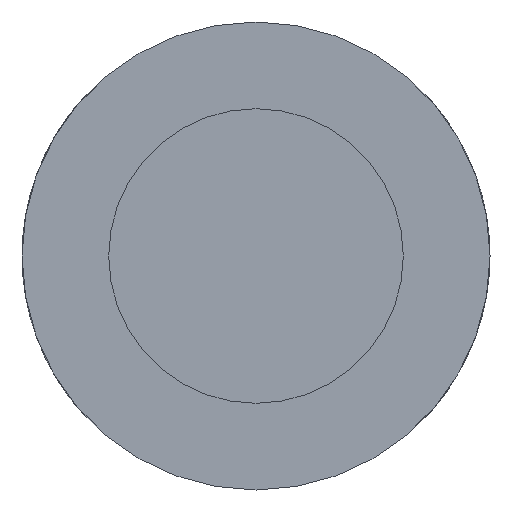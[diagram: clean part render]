
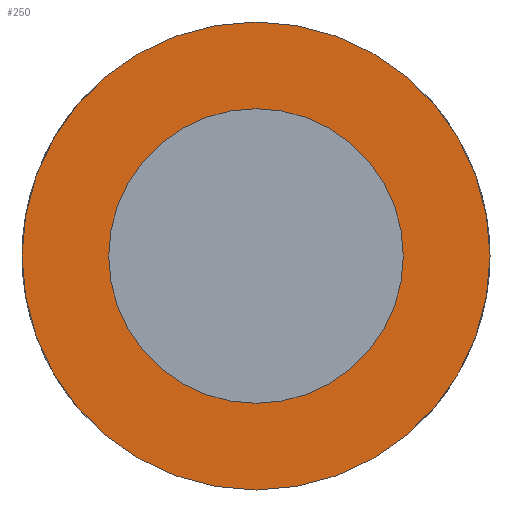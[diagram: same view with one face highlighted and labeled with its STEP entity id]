
A CAD part, front view. The second image highlights one B-rep face of the part: STEP entity #250.
In plain terms, the highlighted planar face has unit normal (0, -1, 0).
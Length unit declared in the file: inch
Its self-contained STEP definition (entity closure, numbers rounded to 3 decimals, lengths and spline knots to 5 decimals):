
#11=CARTESIAN_POINT('',(0.,0.05,0.));
#12=DIRECTION('',(0.,1.,0.));
#13=DIRECTION('',(1.,0.,0.));
#14=AXIS2_PLACEMENT_3D('',#11,#12,#13);
#20=CARTESIAN_POINT('',(0.,0.05,0.));
#21=DIRECTION('',(0.,1.,0.));
#22=DIRECTION('',(0.,0.,1.));
#23=AXIS2_PLACEMENT_3D('',#20,#21,#22);
#25=CARTESIAN_POINT('',(0.,0.05,0.));
#26=DIRECTION('',(0.,1.,0.));
#27=DIRECTION('',(0.,0.,-1.));
#28=AXIS2_PLACEMENT_3D('',#25,#26,#27);
#174=CARTESIAN_POINT('',(0.,0.05,0.));
#175=DIRECTION('',(0.,1.,0.));
#176=DIRECTION('',(-1.,0.,0.));
#177=AXIS2_PLACEMENT_3D('',#174,#175,#176);
#187=CARTESIAN_POINT('',(0.,0.05,0.0675));
#188=CARTESIAN_POINT('',(0.,0.05,-0.0675));
#189=VERTEX_POINT('',#187);
#190=VERTEX_POINT('',#188);
#191=CARTESIAN_POINT('',(0.0425,0.05,0.));
#192=CARTESIAN_POINT('',(-0.0425,0.05,0.));
#193=VERTEX_POINT('',#191);
#194=VERTEX_POINT('',#192);
#234=CARTESIAN_POINT('',(0.,0.05,0.));
#235=DIRECTION('',(0.,1.,0.));
#236=DIRECTION('',(0.,0.,1.));
#237=AXIS2_PLACEMENT_3D('',#234,#235,#236);
#238=PLANE('',#237);
#240=ORIENTED_EDGE('',*,*,#239,.T.);
#242=ORIENTED_EDGE('',*,*,#241,.T.);
#243=EDGE_LOOP('',(#240,#242));
#244=FACE_OUTER_BOUND('',#243,.F.);
#245=ORIENTED_EDGE('',*,*,#224,.F.);
#247=ORIENTED_EDGE('',*,*,#246,.F.);
#248=EDGE_LOOP('',(#245,#247));
#249=FACE_BOUND('',#248,.F.);
#250=ADVANCED_FACE('',(#244,#249),#238,.F.);
#15=CIRCLE('',#14,0.0425);
#24=CIRCLE('',#23,0.0675);
#29=CIRCLE('',#28,0.0675);
#178=CIRCLE('',#177,0.0425);
#224=EDGE_CURVE('',#193,#194,#15,.T.);
#239=EDGE_CURVE('',#189,#190,#24,.T.);
#241=EDGE_CURVE('',#190,#189,#29,.T.);
#246=EDGE_CURVE('',#194,#193,#178,.T.);
